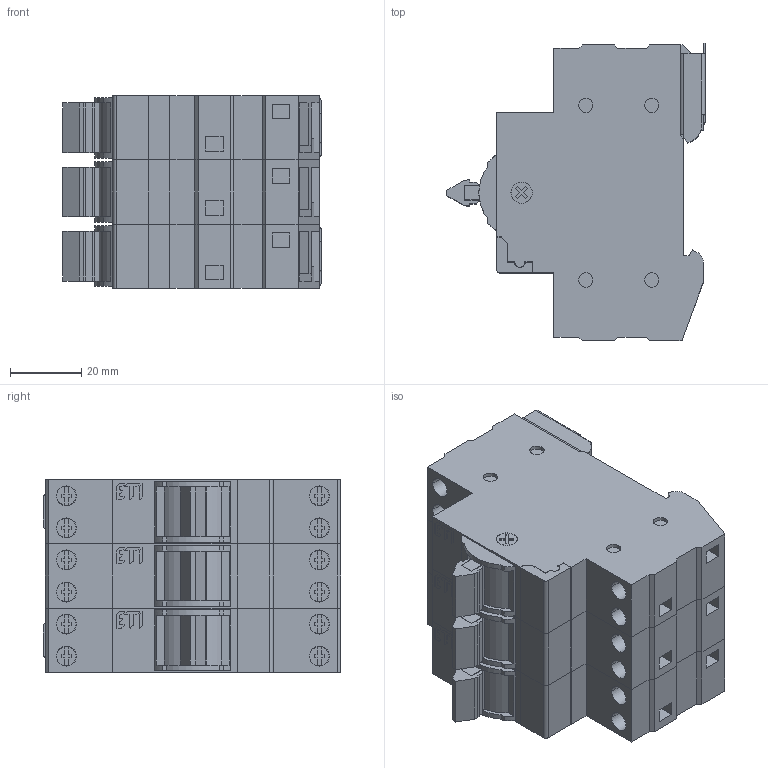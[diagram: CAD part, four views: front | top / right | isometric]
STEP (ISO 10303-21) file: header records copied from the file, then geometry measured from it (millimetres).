
FILE_DESCRIPTION((''),'2;1');
FILE_NAME('SSQ_1P_ASM','2022-06-10T12:34:21',('klemen.sitar'),('Audax d.o.o.'),'CREO PARAMETRIC BY PTC INC, 2021304','CREO PARAMETRIC BY PTC INC, 2021304','');
FILE_SCHEMA(('AP242_MANAGED_MODEL_BASED_3D_ENGINEERING_MIM_LF { 1 0 10303 442 1 1 4 }'));
Products named in the file (26): SSQ1P_0_1; PART_02__0_1; LEVER_CAP_1P_0_1; PLATE_1P_0_0; SNAPPING_UNIT_0_1; SPRING_0_1; ETI_LOGO; SSQ1P_0_1_1; PART_02__0_1_1; LEVER_CAP_1P_0_1_1; PLATE_1P_0_0_1; ETI_LOGO_1_1; ETI_LOGO_1_2; ETI_LOGO_1_3; ETI_LOGO_1_ASM; SSQ1P_0_1_1_1; PART_02__0_1_1_1; LEVER_CAP_1P_0_1_1_1; PLATE_1P_0_0_1_1; SNAPPING_UNIT_0_1_1_1; SPRING_0_1_1_1; ETI_LOGO_1_1_2_1; ETI_LOGO_1_1_2_2; ETI_LOGO_1_1_2_3; ETI_LOGO_1_1_2_ASM; SSQ_1P_ASM
Assembly tree (34 placements, depth 3):
  SSQ_1P_ASM
    SSQ1P_0_1
    PART_02__0_1  x4
    LEVER_CAP_1P_0_1
    PLATE_1P_0_0
    SNAPPING_UNIT_0_1
    SPRING_0_1
    ETI_LOGO
    SSQ1P_0_1_1
    PART_02__0_1_1  x4
    LEVER_CAP_1P_0_1_1
    PLATE_1P_0_0_1
    ETI_LOGO_1_ASM
      ETI_LOGO_1_1
      ETI_LOGO_1_2
      ETI_LOGO_1_3
    SSQ1P_0_1_1_1
    PART_02__0_1_1_1  x4
    LEVER_CAP_1P_0_1_1_1
    PLATE_1P_0_0_1_1
    SNAPPING_UNIT_0_1_1_1
    SPRING_0_1_1_1
    ETI_LOGO_1_1_2_ASM
      ETI_LOGO_1_1_2_1
      ETI_LOGO_1_1_2_2
      ETI_LOGO_1_1_2_3
Bounding box: 72.5 x 83.5 x 54 mm (x, y, z)
Volume: 206498.6 mm3; surface area: 54041.2 mm2
Topology: 34 solids, 34 shells, 1542 faces, 3973 edges, 2580 vertices
Faces by surface type: plane 1003, cylinder 347, bspline 192
Entity records: 82875 total; most frequent: CARTESIAN_POINT 30768, ORIENTED_EDGE 7190, DIRECTION 6523, PRESENTATION_STYLE_ASSIGNMENT 4255, STYLED_ITEM 4255, CURVE_STYLE 3624, EDGE_CURVE 3595, VECTOR 2491
